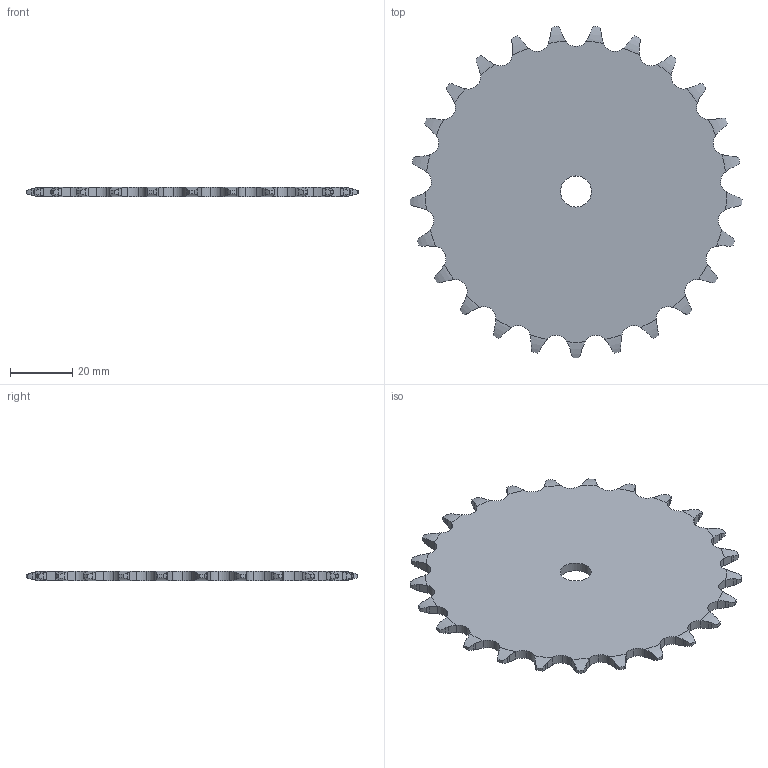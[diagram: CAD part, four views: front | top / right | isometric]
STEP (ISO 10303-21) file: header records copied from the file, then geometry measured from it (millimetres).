
FILE_DESCRIPTION(('FreeCAD Model'),'2;1');
FILE_NAME('Open CASCADE Shape Model','2022-02-12T11:00:13',('FreeCAD'),( 'FreeCAD'),'Open CASCADE STEP processor 7.4','FreeCAD','Unknown');
FILE_SCHEMA(('AUTOMOTIVE_DESIGN { 1 0 10303 214 1 1 1 1 }'));
Length unit declared in the file: millimetre
Products named in the file (1): Open CASCADE STEP translator 7.4 18
Bounding box: 106.99 x 106.79 x 3 mm (x, y, z)
Volume: 22543 mm3; surface area: 16557.5 mm2
Topology: 1 solids, 1 shells, 278 faces, 828 edges, 552 vertices
Faces by surface type: cylinder 176, plane 52, torus 50
Full cylindrical faces by diameter (mm): 10 x1
Entity records: 24844 total; most frequent: CARTESIAN_POINT 10407, DIRECTION 2192, ORIENTED_EDGE 1656, PCURVE 1656, DEFINITIONAL_REPRESENTATION 1656, LINE 1126, VECTOR 1126, B_SPLINE_CURVE_WITH_KNOTS 900
